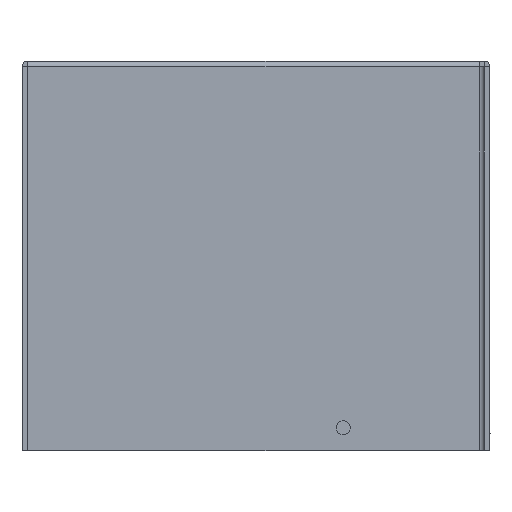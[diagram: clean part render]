
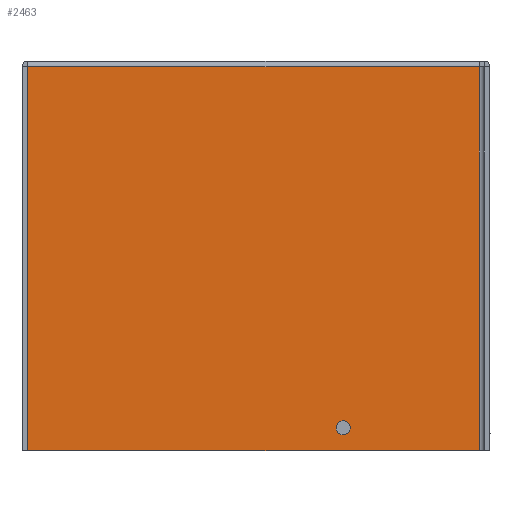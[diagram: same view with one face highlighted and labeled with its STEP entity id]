
A CAD part, left-side view. The second image highlights one B-rep face of the part: STEP entity #2463.
In plain terms, the highlighted planar face has unit normal (-1, 0, 0).
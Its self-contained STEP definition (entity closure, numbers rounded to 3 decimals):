
#16=FACE_BOUND('',#479,.T.);
#125=CIRCLE('',#2618,1.397);
#341=FACE_OUTER_BOUND('',#478,.T.);
#478=EDGE_LOOP('',(#1739,#1740,#1741,#1742));
#479=EDGE_LOOP('',(#1743));
#718=LINE('',#3636,#897);
#720=LINE('',#3644,#899);
#730=LINE('',#3671,#909);
#731=LINE('',#3673,#910);
#897=VECTOR('',#2867,0.54);
#899=VECTOR('',#2875,10.);
#909=VECTOR('',#2901,10.);
#910=VECTOR('',#2904,10.);
#1133=VERTEX_POINT('',#3629);
#1136=VERTEX_POINT('',#3634);
#1137=VERTEX_POINT('',#3638);
#1148=VERTEX_POINT('',#3669);
#1149=VERTEX_POINT('',#3674);
#1359=EDGE_CURVE('',#1133,#1136,#718,.T.);
#1363=EDGE_CURVE('',#1137,#1133,#720,.T.);
#1377=EDGE_CURVE('',#1136,#1148,#730,.T.);
#1378=EDGE_CURVE('',#1148,#1137,#731,.T.);
#1379=EDGE_CURVE('',#1149,#1149,#125,.T.);
#1739=ORIENTED_EDGE('',*,*,#1378,.T.);
#1740=ORIENTED_EDGE('',*,*,#1363,.T.);
#1741=ORIENTED_EDGE('',*,*,#1359,.T.);
#1742=ORIENTED_EDGE('',*,*,#1377,.T.);
#1743=ORIENTED_EDGE('',*,*,#1379,.T.);
#2407=PLANE('',#2617);
#2463=ADVANCED_FACE('',(#341,#16),#2407,.T.);
#2617=AXIS2_PLACEMENT_3D('',#3672,#2902,#2903);
#2618=AXIS2_PLACEMENT_3D('',#3675,#2905,#2906);
#2867=DIRECTION('',(0.,0.,-1.));
#2875=DIRECTION('',(0.,1.,0.));
#2901=DIRECTION('',(0.,-1.,0.));
#2902=DIRECTION('center_axis',(-1.,0.,0.));
#2903=DIRECTION('ref_axis',(0.,0.,1.));
#2904=DIRECTION('',(0.,0.,1.));
#2905=DIRECTION('center_axis',(1.,0.,0.));
#2906=DIRECTION('ref_axis',(0.,0.,
-1.));
#3629=CARTESIAN_POINT('',(-47.138,49.275,-0.1));
#3634=CARTESIAN_POINT('',(-47.138,49.275,-76.2));
#3636=CARTESIAN_POINT('',(-47.137,49.275,1.596));
#3638=CARTESIAN_POINT('',(-47.138,-40.275,-0.1));
#3644=CARTESIAN_POINT('',(-47.138,0.,-0.1));
#3669=CARTESIAN_POINT('',(-47.138,-40.275,-76.2));
#3671=CARTESIAN_POINT('',(-47.138,-41.275,-76.2));
#3672=CARTESIAN_POINT('Origin',(-47.137,0.,46.786));
#3673=CARTESIAN_POINT('',(-47.138,-40.275,-18.913));
#3674=CARTESIAN_POINT('',(-47.138,-13.288,-70.231));
#3675=CARTESIAN_POINT('Origin',(-47.138,-13.288,-71.628));
